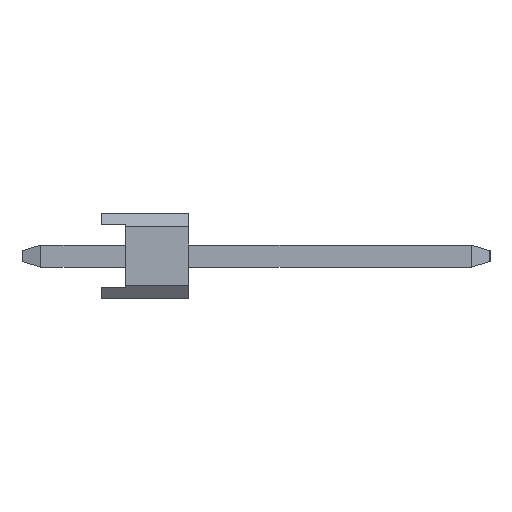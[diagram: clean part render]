
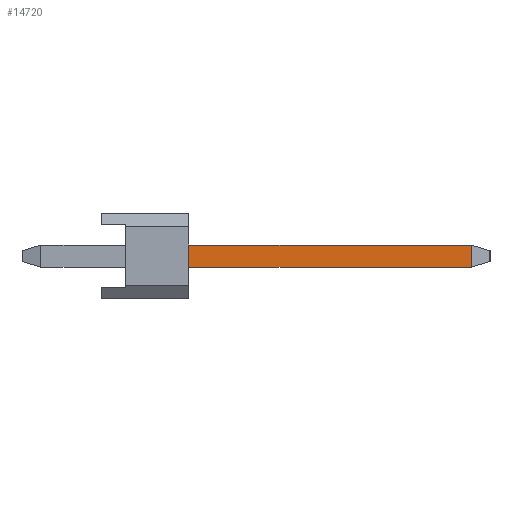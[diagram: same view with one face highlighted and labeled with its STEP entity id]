
A CAD part, left-side view. The second image highlights one B-rep face of the part: STEP entity #14720.
In plain terms, the highlighted planar face has unit normal (-1, 0, 0).
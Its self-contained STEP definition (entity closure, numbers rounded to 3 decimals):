
#6232=EDGE_CURVE('',#11426,#12338,#17107,.T.);
#7582=EDGE_CURVE('',#12338,#8488,#18618,.T.);
#8488=VERTEX_POINT('',#19606);
#9002=EDGE_CURVE('',#8488,#11198,#20164,.T.);
#9766=EDGE_CURVE('',#11198,#11426,#20994,.T.);
#11198=VERTEX_POINT('',#22566);
#11426=VERTEX_POINT('',#22815);
#12338=VERTEX_POINT('',#23806);
#14720=ADVANCED_FACE('',(#26433),#26434,.T.);
#17107=LINE('',#29361,#29362);
#18618=LINE('',#31552,#31553);
#19606=CARTESIAN_POINT('',(-43.5,-10.744,-0.32));
#20164=LINE('',#33824,#33825);
#20994=LINE('',#35064,#35065);
#22566=CARTESIAN_POINT('',(-43.5,-2.54,-0.32));
#22815=CARTESIAN_POINT('',(-43.5,-2.54,0.32));
#23806=CARTESIAN_POINT('',(-43.5,-10.744,0.32));
#26433=FACE_OUTER_BOUND('',#42936,.T.);
#26434=PLANE('',#42937);
#29361=CARTESIAN_POINT('',(-43.5,-4.49,0.32));
#29362=VECTOR('',#46255,1.0);
#31552=CARTESIAN_POINT('',(-43.5,-10.744,0.5));
#31553=VECTOR('',#48039,1.0);
#33824=CARTESIAN_POINT('',(-43.5,1.764,-0.32));
#33825=VECTOR('',#49444,1.0);
#35064=CARTESIAN_POINT('',(-43.5,-2.54,0.252));
#35065=VECTOR('',#50213,1.0);
#42936=EDGE_LOOP('',(#55425,#55426,#55427,#55428));
#42937=AXIS2_PLACEMENT_3D('',#55429,#55430,#55431);
#46255=DIRECTION('',(0.,-1.0,0.));
#48039=DIRECTION('',(0.0,0.,-1.0));
#49444=DIRECTION('',(0.,1.0,0.));
#50213=DIRECTION('',(0.,0.,1.0));
#55425=ORIENTED_EDGE('',*,*,#9766,.F.);
#55426=ORIENTED_EDGE('',*,*,#9002,.F.);
#55427=ORIENTED_EDGE('',*,*,#7582,.F.);
#55428=ORIENTED_EDGE('',*,*,#6232,.F.);
#55429=CARTESIAN_POINT('',(-43.5,1.764,0.5));
#55430=DIRECTION('',(-1.0,0.,0.));
#55431=DIRECTION('',(0.,1.0,0.));
